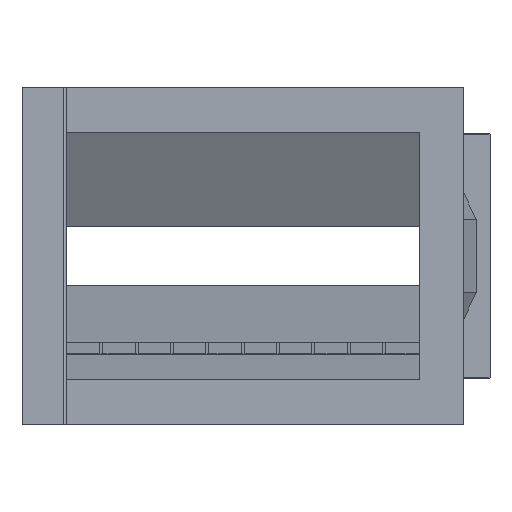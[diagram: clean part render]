
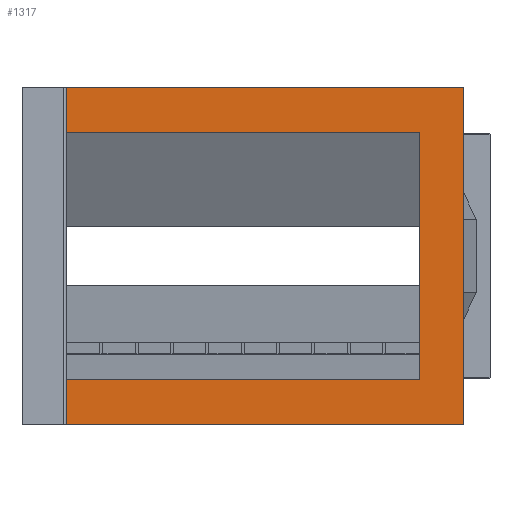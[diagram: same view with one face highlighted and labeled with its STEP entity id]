
A CAD part, left-side view. The second image highlights one B-rep face of the part: STEP entity #1317.
In plain terms, the highlighted planar face has unit normal (-1, 0, 0).
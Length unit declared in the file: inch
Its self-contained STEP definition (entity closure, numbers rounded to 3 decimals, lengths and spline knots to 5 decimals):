
#62 = DIRECTION ( 'NONE',  ( 0., 1., 0. ) ) ;
#206 = CARTESIAN_POINT ( 'NONE',  ( -18.24493, 0., -4.20313 ) ) ;
#244 = DIRECTION ( 'NONE',  ( -1., 0., 0. ) ) ;
#329 = VECTOR ( 'NONE', #62, 39.37008 ) ;
#384 = EDGE_CURVE ( 'NONE', #3690, #3011, #972, .T. ) ;
#474 = CARTESIAN_POINT ( 'NONE',  ( -18.24493, -1.6875, 4.20313 ) ) ;
#513 = EDGE_CURVE ( 'NONE', #3690, #520, #1127, .T. ) ;
#520 = VERTEX_POINT ( 'NONE', #4836 ) ;
#558 = EDGE_LOOP ( 'NONE', ( #691, #4264, #4156, #1466, #2648, #4458, #5189, #2362 ) ) ;
#625 = CARTESIAN_POINT ( 'NONE',  ( -18.24493, -1.6875, -4.20313 ) ) ;
#691 = ORIENTED_EDGE ( 'NONE', *, *, #384, .F. ) ;
#728 = DIRECTION ( 'NONE',  ( 0., 0., 1. ) ) ;
#899 = VECTOR ( 'NONE', #3310, 39.37008 ) ;
#972 = LINE ( 'NONE', #5134, #4077 ) ;
#1127 = LINE ( 'NONE', #2758, #5205 ) ;
#1158 = CARTESIAN_POINT ( 'NONE',  ( -18.24493, 12., -5.73291 ) ) ;
#1317 = ADVANCED_FACE ( 'NONE', ( #1826 ), #2639, .T. ) ;
#1437 = CARTESIAN_POINT ( 'NONE',  ( -18.24493, -1.5, -5.73291 ) ) ;
#1466 = ORIENTED_EDGE ( 'NONE', *, *, #3597, .F. ) ;
#1479 = DIRECTION ( 'NONE',  ( 0., 0., 1. ) ) ;
#1486 = CARTESIAN_POINT ( 'NONE',  ( -18.24493, 12., 4.20313 ) ) ;
#1494 = CARTESIAN_POINT ( 'NONE',  ( -18.24493, -1.5, 5.73291 ) ) ;
#1572 = VECTOR ( 'NONE', #728, 39.37008 ) ;
#1611 = VERTEX_POINT ( 'NONE', #1437 ) ;
#1666 = CARTESIAN_POINT ( 'NONE',  ( -18.24493, -1.6875, -5.73291 ) ) ;
#1731 = VERTEX_POINT ( 'NONE', #4773 ) ;
#1824 = LINE ( 'NONE', #2202, #4427 ) ;
#1826 = FACE_OUTER_BOUND ( 'NONE', #558, .T. ) ;
#1952 = LINE ( 'NONE', #3189, #4895 ) ;
#1990 = LINE ( 'NONE', #5278, #4099 ) ;
#2202 = CARTESIAN_POINT ( 'NONE',  ( -18.24493, -1.6875, 5.73291 ) ) ;
#2265 = VERTEX_POINT ( 'NONE', #1486 ) ;
#2362 = ORIENTED_EDGE ( 'NONE', *, *, #2695, .F. ) ;
#2380 = DIRECTION ( 'NONE',  ( 0., 1., 0. ) ) ;
#2499 = LINE ( 'NONE', #474, #329 ) ;
#2625 = EDGE_CURVE ( 'NONE', #3925, #1731, #1824, .T. ) ;
#2636 = DIRECTION ( 'NONE',  ( 0., 1., 0. ) ) ;
#2639 = PLANE ( 'NONE',  #5130 ) ;
#2648 = ORIENTED_EDGE ( 'NONE', *, *, #5042, .T. ) ;
#2695 = EDGE_CURVE ( 'NONE', #3011, #2265, #2499, .T. ) ;
#2745 = LINE ( 'NONE', #4388, #1572 ) ;
#2758 = CARTESIAN_POINT ( 'NONE',  ( -18.24493, -1.6875, -4.20313 ) ) ;
#2782 = DIRECTION ( 'NONE',  ( 0., 0., 1. ) ) ;
#3011 = VERTEX_POINT ( 'NONE', #4777 ) ;
#3189 = CARTESIAN_POINT ( 'NONE',  ( -18.24493, -1.5, -4.20313 ) ) ;
#3310 = DIRECTION ( 'NONE',  ( 0., 1., 0. ) ) ;
#3458 = VERTEX_POINT ( 'NONE', #1158 ) ;
#3535 = EDGE_CURVE ( 'NONE', #2265, #1731, #2745, .T. ) ;
#3597 = EDGE_CURVE ( 'NONE', #1611, #3458, #4516, .T. ) ;
#3690 = VERTEX_POINT ( 'NONE', #206 ) ;
#3813 = DIRECTION ( 'NONE',  ( 0., 0., 1. ) ) ;
#3925 = VERTEX_POINT ( 'NONE', #1494 ) ;
#4077 = VECTOR ( 'NONE', #4675, 39.37008 ) ;
#4099 = VECTOR ( 'NONE', #3813, 39.37008 ) ;
#4156 = ORIENTED_EDGE ( 'NONE', *, *, #4760, .F. ) ;
#4264 = ORIENTED_EDGE ( 'NONE', *, *, #513, .T. ) ;
#4388 = CARTESIAN_POINT ( 'NONE',  ( -18.24493, 12., -4.20313 ) ) ;
#4427 = VECTOR ( 'NONE', #2636, 39.37008 ) ;
#4458 = ORIENTED_EDGE ( 'NONE', *, *, #2625, .T. ) ;
#4516 = LINE ( 'NONE', #1666, #899 ) ;
#4675 = DIRECTION ( 'NONE',  ( 0., 0., 1. ) ) ;
#4760 = EDGE_CURVE ( 'NONE', #3458, #520, #1990, .T. ) ;
#4773 = CARTESIAN_POINT ( 'NONE',  ( -18.24493, 12., 5.73291 ) ) ;
#4777 = CARTESIAN_POINT ( 'NONE',  ( -18.24493, 0., 4.20313 ) ) ;
#4836 = CARTESIAN_POINT ( 'NONE',  ( -18.24493, 12., -4.20313 ) ) ;
#4895 = VECTOR ( 'NONE', #2782, 39.37008 ) ;
#5042 = EDGE_CURVE ( 'NONE', #1611, #3925, #1952, .T. ) ;
#5130 = AXIS2_PLACEMENT_3D ( 'NONE', #625, #244, #1479 ) ;
#5134 = CARTESIAN_POINT ( 'NONE',  ( -18.24493, 0., -4.20313 ) ) ;
#5189 = ORIENTED_EDGE ( 'NONE', *, *, #3535, .F. ) ;
#5205 = VECTOR ( 'NONE', #2380, 39.37008 ) ;
#5278 = CARTESIAN_POINT ( 'NONE',  ( -18.24493, 12., -4.20313 ) ) ;
